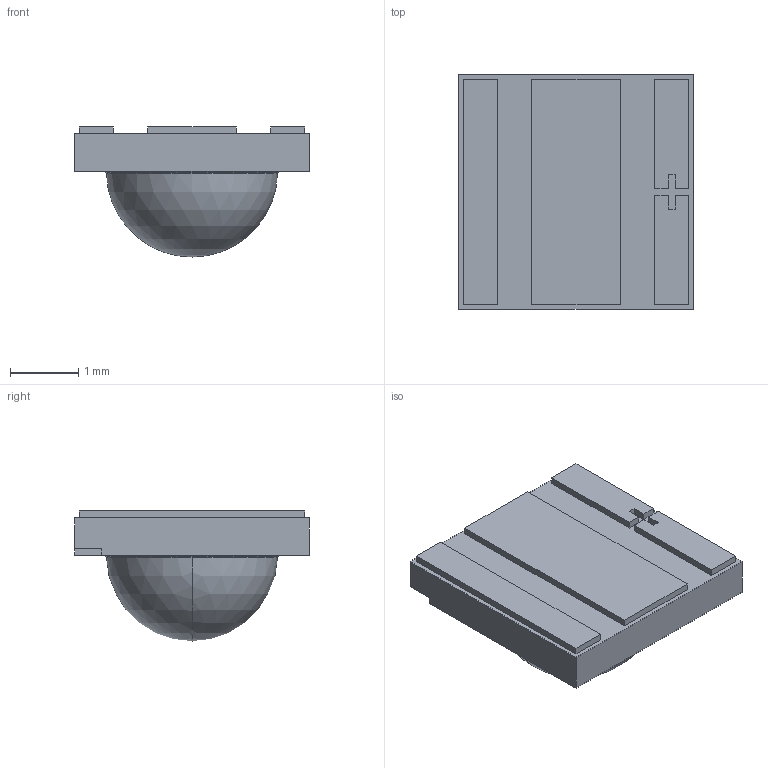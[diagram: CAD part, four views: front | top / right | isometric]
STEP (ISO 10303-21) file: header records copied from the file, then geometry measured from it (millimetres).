
FILE_DESCRIPTION((''),'2;1');
FILE_NAME('CREEXLAMP_XP_EXPER0001_ASM','2020-01-01T16:55:00',('Jonathan'),(''),'CREO PARAMETRIC BY PTC INC, 2018400','CREO PARAMETRIC BY PTC INC, 2018400','');
FILE_SCHEMA(('CONFIG_CONTROL_DESIGN'));
Length unit declared in the file: millimetre
Products named in the file (9): BOSS-EXTRUDE1100; BOSS-EXTRUDE1200; CUT-EXTRUDE1100; CUT-EXTRUDE1200; LEDANOD0_ASM; LED_ALAPTEST; LED_LENCSE; EMITER_FOSFOR; CREEXLAMP_XP_EXPER0001_ASM
Assembly tree (8 placements, depth 3):
  CREEXLAMP_XP_EXPER0001_ASM
    LEDANOD0_ASM
      BOSS-EXTRUDE1100
      BOSS-EXTRUDE1200
      CUT-EXTRUDE1100
      CUT-EXTRUDE1200
    LED_ALAPTEST
    LED_LENCSE
    EMITER_FOSFOR
Bounding box: 3.43 x 3.43 x 1.9 mm (x, y, z)
Volume: 8.1 mm3; surface area: 68.7 mm2
Topology: 7 solids, 7 shells, 66 faces, 152 edges, 98 vertices
Faces by surface type: plane 52, torus 8, sphere 4, cylinder 2
Entity records: 2057 total; most frequent: DIRECTION 354, CARTESIAN_POINT 333, ORIENTED_EDGE 296, EDGE_CURVE 148, AXIS2_PLACEMENT_3D 119, VECTOR 116, LINE 116, VERTEX_POINT 98
